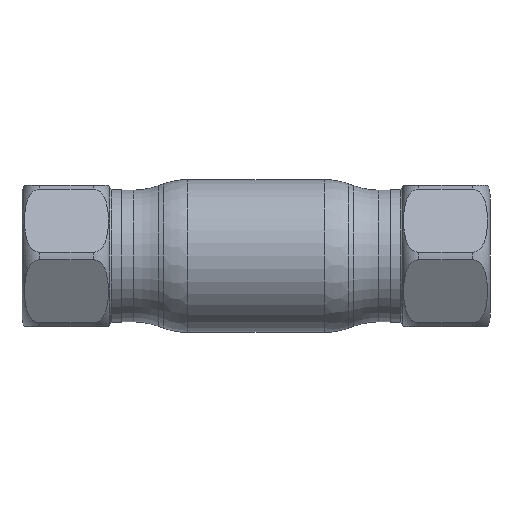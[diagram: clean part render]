
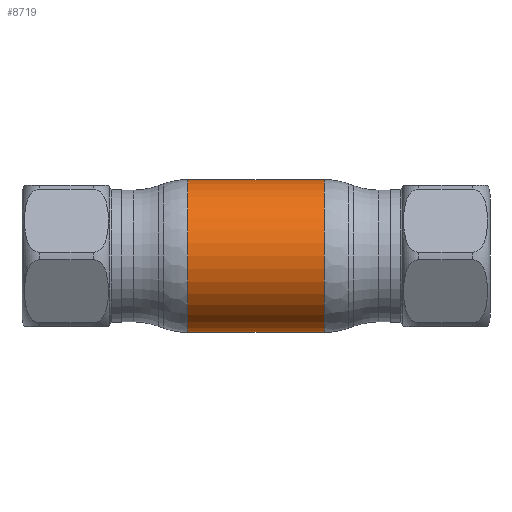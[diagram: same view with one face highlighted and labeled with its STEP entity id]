
A CAD part, front view. The second image highlights one B-rep face of the part: STEP entity #8719.
In plain terms, the highlighted cylindrical face has radius 13 mm (diameter 26 mm), a partial arc.
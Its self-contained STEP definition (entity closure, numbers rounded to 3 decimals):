
#491 = CIRCLE ( 'NONE', #43022, 13. ) ;
#514 = DIRECTION ( 'NONE',  ( 0., 0., 1. ) ) ;
#834 = ORIENTED_EDGE ( 'NONE', *, *, #1965, .T. ) ;
#1027 = LINE ( 'NONE', #44767, #24809 ) ;
#1965 = EDGE_CURVE ( 'NONE', #29307, #14617, #4868, .T. ) ;
#2071 = CARTESIAN_POINT ( 'NONE',  ( -11.634, 0., 0. ) ) ;
#2708 = EDGE_CURVE ( 'NONE', #17110, #19729, #491, .T. ) ;
#4365 = DIRECTION ( 'NONE',  ( 0., 0., 1. ) ) ;
#4554 = CARTESIAN_POINT ( 'NONE',  ( 11.634, 0., 0. ) ) ;
#4868 = CIRCLE ( 'NONE', #9490, 13. ) ;
#4926 = EDGE_LOOP ( 'NONE', ( #24574, #834, #13342, #24691 ) ) ;
#6305 = AXIS2_PLACEMENT_3D ( 'NONE', #48684, #43792, #4365 ) ;
#6854 = EDGE_CURVE ( 'NONE', #14617, #19729, #1027, .T. ) ;
#8719 = ADVANCED_FACE ( 'NONE', ( #34811 ), #9290, .T. ) ;
#9025 = EDGE_CURVE ( 'NONE', #29307, #17110, #30118, .T. ) ;
#9290 = CYLINDRICAL_SURFACE ( 'NONE', #6305, 13. ) ;
#9490 = AXIS2_PLACEMENT_3D ( 'NONE', #4554, #57307, #514 ) ;
#13342 = ORIENTED_EDGE ( 'NONE', *, *, #6854, .T. ) ;
#14617 = VERTEX_POINT ( 'NONE', #47735 ) ;
#17110 = VERTEX_POINT ( 'NONE', #56141 ) ;
#19704 = DIRECTION ( 'NONE',  ( 0., 0., 1. ) ) ;
#19729 = VERTEX_POINT ( 'NONE', #50134 ) ;
#21393 = CARTESIAN_POINT ( 'NONE',  ( -62.69, 0., -13. ) ) ;
#24574 = ORIENTED_EDGE ( 'NONE', *, *, #9025, .F. ) ;
#24691 = ORIENTED_EDGE ( 'NONE', *, *, #2708, .F. ) ;
#24809 = VECTOR ( 'NONE', #37198, 1000. ) ;
#29307 = VERTEX_POINT ( 'NONE', #50115 ) ;
#30118 = LINE ( 'NONE', #21393, #52569 ) ;
#34811 = FACE_OUTER_BOUND ( 'NONE', #4926, .T. ) ;
#37198 = DIRECTION ( 'NONE',  ( -1., 0., 0. ) ) ;
#39089 = DIRECTION ( 'NONE',  ( -1., 0., 0. ) ) ;
#43022 = AXIS2_PLACEMENT_3D ( 'NONE', #2071, #46673, #19704 ) ;
#43792 = DIRECTION ( 'NONE',  ( -1., 0., 0. ) ) ;
#44767 = CARTESIAN_POINT ( 'NONE',  ( -62.69, 0., 13. ) ) ;
#46673 = DIRECTION ( 'NONE',  ( -1., 0., 0. ) ) ;
#47735 = CARTESIAN_POINT ( 'NONE',  ( 11.634, 0., 13. ) ) ;
#48684 = CARTESIAN_POINT ( 'NONE',  ( -62.69, 0., 0. ) ) ;
#50115 = CARTESIAN_POINT ( 'NONE',  ( 11.634, 0., -13. ) ) ;
#50134 = CARTESIAN_POINT ( 'NONE',  ( -11.634, 0., 13. ) ) ;
#52569 = VECTOR ( 'NONE', #39089, 1000. ) ;
#56141 = CARTESIAN_POINT ( 'NONE',  ( -11.634, 0., -13. ) ) ;
#57307 = DIRECTION ( 'NONE',  ( -1., 0., 0. ) ) ;
